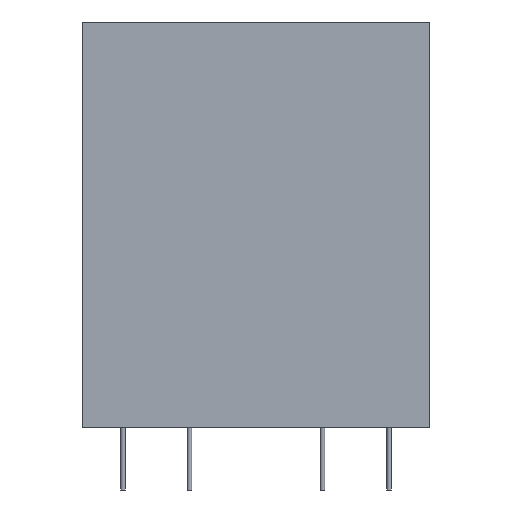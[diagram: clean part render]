
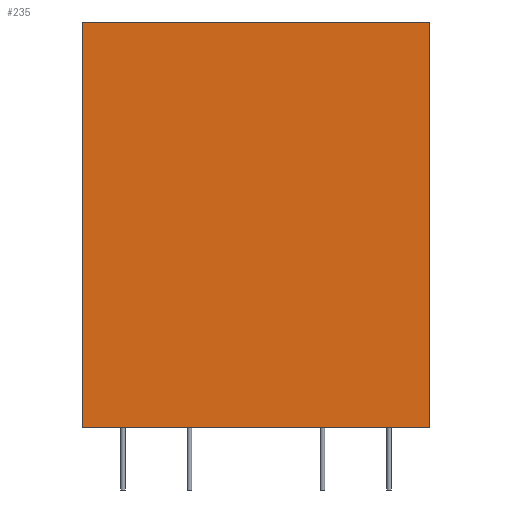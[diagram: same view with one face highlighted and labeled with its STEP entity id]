
A CAD part, front view. The second image highlights one B-rep face of the part: STEP entity #235.
In plain terms, the highlighted planar face has unit normal (0, -1, 0).
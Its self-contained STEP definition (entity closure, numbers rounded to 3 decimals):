
#26=PLANE('',#279);
#44=FACE_OUTER_BOUND('',#62,.T.);
#62=EDGE_LOOP('',(#172,#173,#174,#175));
#72=LINE('',#391,#88);
#73=LINE('',#393,#89);
#74=LINE('',#395,#90);
#75=LINE('',#396,#91);
#88=VECTOR('',#333,19.914);
#89=VECTOR('',#334,23.241);
#90=VECTOR('',#335,19.914);
#91=VECTOR('',#336,23.241);
#116=VERTEX_POINT('',#389);
#117=VERTEX_POINT('',#390);
#118=VERTEX_POINT('',#392);
#119=VERTEX_POINT('',#394);
#136=EDGE_CURVE('',#116,#117,#72,.T.);
#137=EDGE_CURVE('',#118,#116,#73,.T.);
#138=EDGE_CURVE('',#119,#118,#74,.T.);
#139=EDGE_CURVE('',#117,#119,#75,.T.);
#172=ORIENTED_EDGE('',*,*,#136,.F.);
#173=ORIENTED_EDGE('',*,*,#137,.F.);
#174=ORIENTED_EDGE('',*,*,#138,.F.);
#175=ORIENTED_EDGE('',*,*,#139,.F.);
#235=ADVANCED_FACE('',(#44),#26,.T.);
#279=AXIS2_PLACEMENT_3D('',#388,#331,#332);
#331=DIRECTION('center_axis',(0.,-1.,0.));
#332=DIRECTION('ref_axis',(0.,0.,1.));
#333=DIRECTION('',(-1.,0.,0.));
#334=DIRECTION('',(0.,0.,-1.));
#335=DIRECTION('',(1.,0.,0.));
#336=DIRECTION('',(0.,0.,1.));
#388=CARTESIAN_POINT('Origin',(-2.337,-2.515,0.));
#389=CARTESIAN_POINT('',(17.577,-2.515,0.));
#390=CARTESIAN_POINT('',(-2.337,-2.515,0.));
#391=CARTESIAN_POINT('',(17.577,-2.515,0.));
#392=CARTESIAN_POINT('',(17.577,-2.515,23.241));
#393=CARTESIAN_POINT('',(17.577,-2.515,23.241));
#394=CARTESIAN_POINT('',(-2.337,-2.515,23.241));
#395=CARTESIAN_POINT('',(-2.337,-2.515,23.241));
#396=CARTESIAN_POINT('',(-2.337,-2.515,0.));
